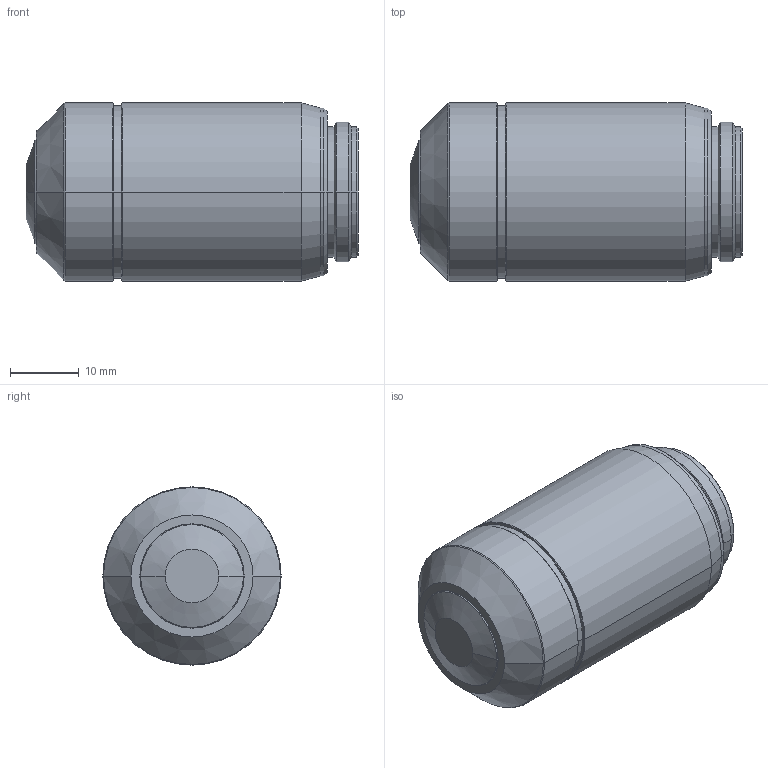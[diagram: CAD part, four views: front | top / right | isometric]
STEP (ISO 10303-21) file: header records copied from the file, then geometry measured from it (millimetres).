
FILE_DESCRIPTION (( 'STEP AP203' ), '1' );
FILE_NAME ('690082.step', '2025-04-14T08:40:37', ( 'MSI' ), ( '' ), 'SwSTEP 2.0', 'SolidWorks 2020', '' );
FILE_SCHEMA (( 'CONFIG_CONTROL_DESIGN' ));
Length unit declared in the file: millimetre
Products named in the file (3): 690082.stp; 690082; MPLFLN100X.stp
Assembly tree (2 placements, depth 3):
  690082
    690082.stp
      MPLFLN100X.stp
Bounding box: 48.42 x 26 x 26 mm (x, y, z)
Volume: 23245.1 mm3; surface area: 4599.7 mm2
Topology: 1 solids, 1 shells, 44 faces, 86 edges, 48 vertices
Faces by surface type: cone 22, cylinder 16, plane 6
Entity records: 1423 total; most frequent: DIRECTION 234, CARTESIAN_POINT 184, ORIENTED_EDGE 172, AXIS2_PLACEMENT_3D 98, EDGE_CURVE 86, VERTEX_POINT 48, EDGE_LOOP 48, CIRCLE 48
